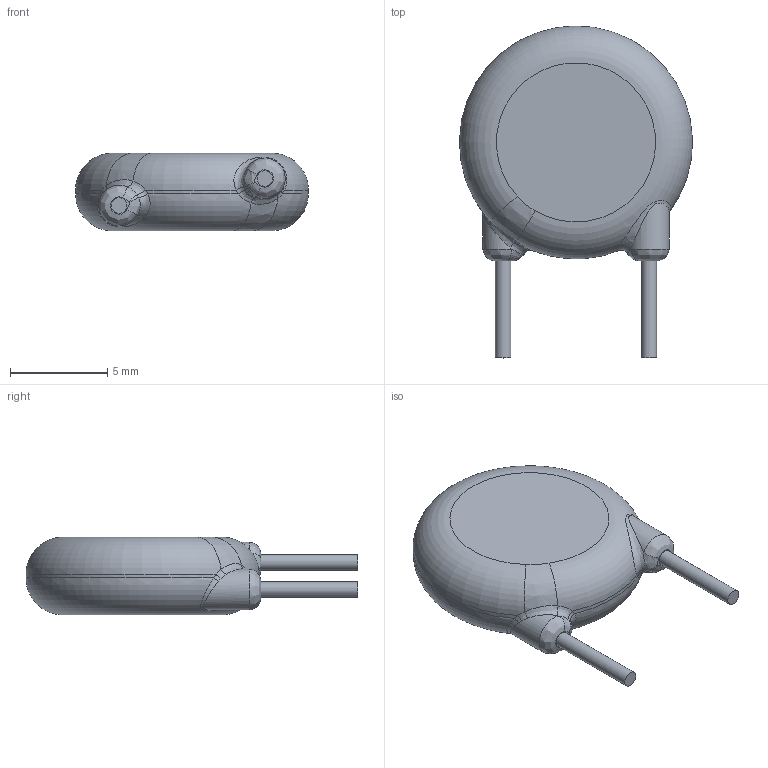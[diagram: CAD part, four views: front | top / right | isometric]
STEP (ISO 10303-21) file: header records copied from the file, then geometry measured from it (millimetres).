
FILE_DESCRIPTION( ( '' ), ' ' );
FILE_NAME( '5ad9b39dd24da20f710f968a.step', '2018-04-20T09:32:48', ( '' ), ( '' ), ' ', ' ', ' ' );
FILE_SCHEMA( ( 'AUTOMOTIVE_DESIGN { 1 0 10303 214 1 1 1 1 }' ) );
Length unit declared in the file: metre
Products named in the file (1): 1
Bounding box: 12 x 17.1 x 4 mm (x, y, z)
Volume: 414.6 mm3; surface area: 353.8 mm2
Topology: 1 solids, 1 shells, 36 faces, 76 edges, 44 vertices
Faces by surface type: bspline 22, cylinder 6, plane 6, torus 2
Full cylindrical faces by diameter (mm): 0.8 x2
Entity records: 3896 total; most frequent: CARTESIAN_POINT 2959, ORIENTED_EDGE 148, DIRECTION 106, EDGE_CURVE 74, AXIS2_PLACEMENT_3D 53, VERTEX_POINT 44, EDGE_LOOP 40, FACE_OUTER_BOUND 38
